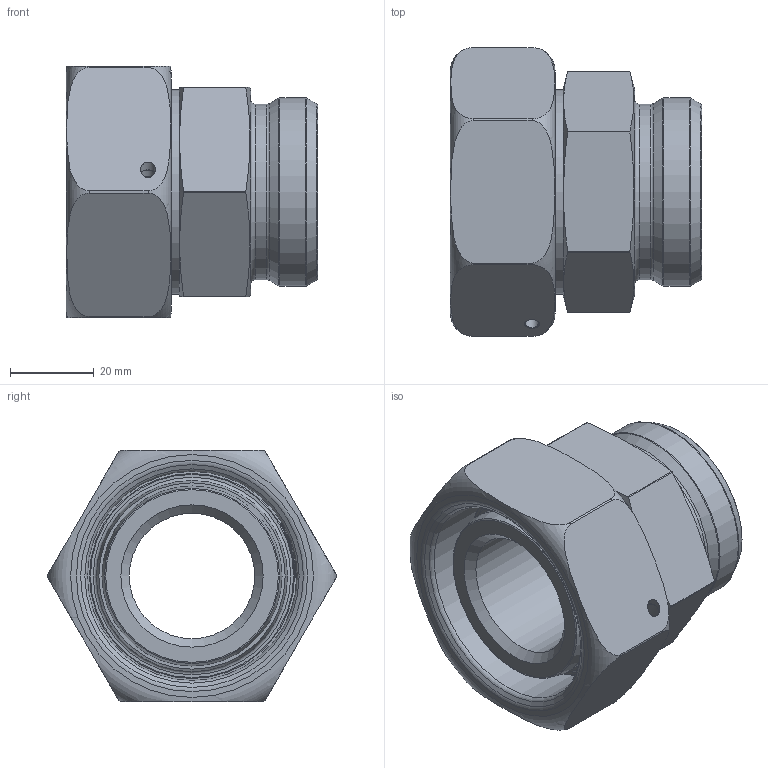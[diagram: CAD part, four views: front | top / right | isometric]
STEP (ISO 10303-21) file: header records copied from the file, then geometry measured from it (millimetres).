
FILE_DESCRIPTION(/* description */ (''),/* implementation_level */ '2;1');
FILE_NAME(/* name */ 'GDA4235.stp',/* time_stamp */ '2025-01-17T08:59:01+01:00',/* author */ (''),/* organization */ (''),/* preprocessor_version */ 'ST-DEVELOPER v16',/* originating_system */ 'SIEMENS PLM Software NX 10.0',/* authorisation */ '');
FILE_SCHEMA (('CONFIG_CONTROL_DESIGN'));
Length unit declared in the file: millimetre
Products named in the file (5): X-ST38; X-OR-42; X-MT38; X-GDA4235; GDA4235
Assembly tree (4 placements, depth 2):
  GDA4235
    X-GDA4235
    X-MT38
    X-OR-42
    X-ST38
Bounding box: 60 x 69 x 60 mm (x, y, z)
Volume: 85204 mm3; surface area: 30565.3 mm2
Topology: 4 solids, 4 shells, 270 faces, 714 edges, 468 vertices
Faces by surface type: plane 188, cylinder 22, extrusion 20, torus 19, cone 18, bspline 2, revolution 1
Full cylindrical faces by diameter (mm): 3.345 x1, 3.545 x1, 30 x1, 35.345 x1, 41.9 x1, 45 x1, 48.955 x2, 49.25 x1, 50 x1
Entity records: 9899 total; most frequent: CARTESIAN_POINT 3668, ORIENTED_EDGE 1308, DIRECTION 863, EDGE_CURVE 654, VERTEX_POINT 452, B_SPLINE_CURVE_WITH_KNOTS 409, EDGE_LOOP 335, AXIS2_PLACEMENT_3D 324
